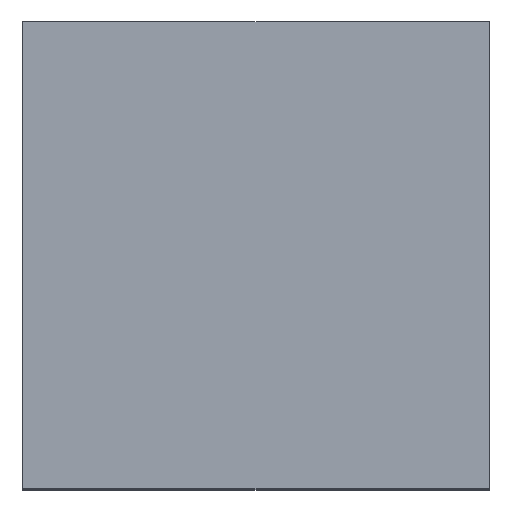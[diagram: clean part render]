
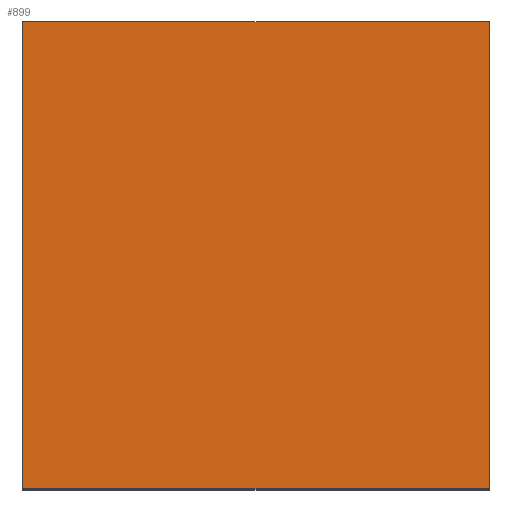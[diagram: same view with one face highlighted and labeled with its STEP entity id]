
A CAD part, top view. The second image highlights one B-rep face of the part: STEP entity #899.
In plain terms, the highlighted planar face has unit normal (0, 0, 1).
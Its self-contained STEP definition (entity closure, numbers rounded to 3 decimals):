
#39=FACE_OUTER_BOUND('',#99,.T.);
#99=EDGE_LOOP('',(#617,#618,#619,#620));
#165=LINE('',#1308,#285);
#166=LINE('',#1310,#286);
#167=LINE('',#1312,#287);
#168=LINE('',#1313,#288);
#285=VECTOR('',#1064,10.);
#286=VECTOR('',#1065,10.);
#287=VECTOR('',#1066,10.);
#288=VECTOR('',#1067,10.);
#401=VERTEX_POINT('',#1306);
#402=VERTEX_POINT('',#1307);
#403=VERTEX_POINT('',#1309);
#404=VERTEX_POINT('',#1311);
#485=EDGE_CURVE('',#401,#402,#165,.T.);
#486=EDGE_CURVE('',#402,#403,#166,.T.);
#487=EDGE_CURVE('',#403,#404,#167,.T.);
#488=EDGE_CURVE('',#404,#401,#168,.T.);
#617=ORIENTED_EDGE('',*,*,#485,.T.);
#618=ORIENTED_EDGE('',*,*,#486,.T.);
#619=ORIENTED_EDGE('',*,*,#487,.T.);
#620=ORIENTED_EDGE('',*,*,#488,.T.);
#839=PLANE('',#982);
#899=ADVANCED_FACE('',(#39),#839,.T.);
#982=AXIS2_PLACEMENT_3D('',#1305,#1062,#1063);
#1062=DIRECTION('center_axis',(0.,0.,1.));
#1063=DIRECTION('ref_axis',(1.,0.,0.));
#1064=DIRECTION('',(0.,1.,0.));
#1065=DIRECTION('',(-1.,0.,0.));
#1066=DIRECTION('',(0.,-1.,0.));
#1067=DIRECTION('',(1.,0.,0.));
#1305=CARTESIAN_POINT('Origin',(15.,15.,45.));
#1306=CARTESIAN_POINT('',(35.,-5.,45.));
#1307=CARTESIAN_POINT('',(35.,35.,45.));
#1308=CARTESIAN_POINT('',(35.,15.,45.));
#1309=CARTESIAN_POINT('',(-5.,35.,45.));
#1310=CARTESIAN_POINT('',(15.,35.,45.));
#1311=CARTESIAN_POINT('',(-5.,-5.,45.));
#1312=CARTESIAN_POINT('',(-5.,15.,45.));
#1313=CARTESIAN_POINT('',(15.,-5.,45.));
